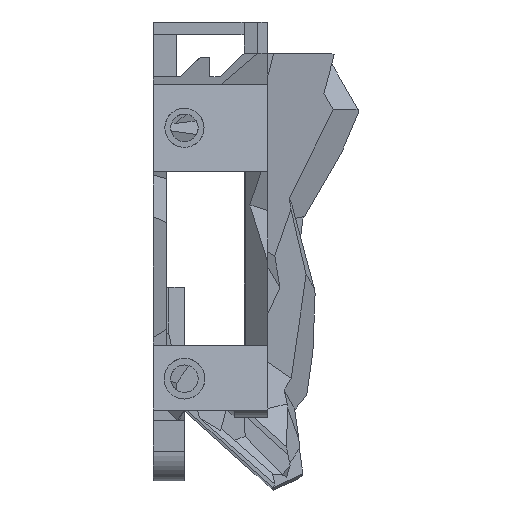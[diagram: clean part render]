
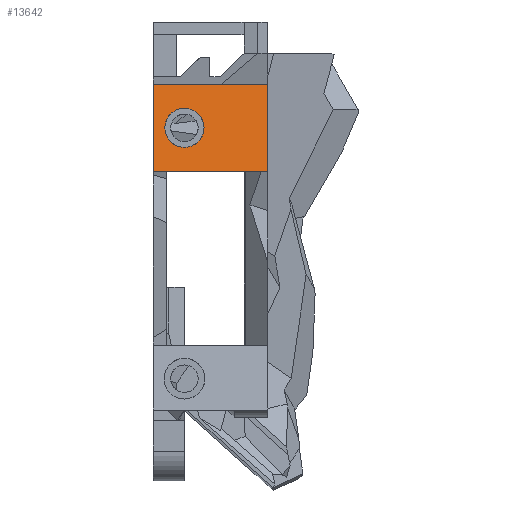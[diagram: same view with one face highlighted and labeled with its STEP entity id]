
A CAD part, left-side view. The second image highlights one B-rep face of the part: STEP entity #13642.
In plain terms, the highlighted planar face has unit normal (-0.987, 0, 0.162).
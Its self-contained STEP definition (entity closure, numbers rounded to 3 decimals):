
#82 = PLANE('',#83);
#83 = AXIS2_PLACEMENT_3D('',#84,#85,#86);
#84 = CARTESIAN_POINT('',(-0.771,14.6,37.023)
  );
#85 = DIRECTION('',(0.,1.,0.));
#86 = DIRECTION('',(0.,0.,1.));
#2104 = PLANE('',#2105);
#2105 = AXIS2_PLACEMENT_3D('',#2106,#2107,#2108);
#2106 = CARTESIAN_POINT('',(-38.,14.6,57.554));
#2107 = DIRECTION('',(0.,0.,-1.));
#2108 = DIRECTION('',(0.,-1.,0.));
#8377 = PLANE('',#8378);
#8378 = AXIS2_PLACEMENT_3D('',#8379,#8380,#8381);
#8379 = CARTESIAN_POINT('',(-20.721,0.,40.708)
  );
#8380 = DIRECTION('',(0.,-1.,0.));
#8381 = DIRECTION('',(-1.,0.,0.));
#13306 = PLANE('',#13307);
#13307 = AXIS2_PLACEMENT_3D('',#13308,#13309,#13310);
#13308 = CARTESIAN_POINT('',(-23.819,7.059,
    46.446));
#13309 = DIRECTION('',(0.,0.,-1.));
#13310 = DIRECTION('',(-1.,0.,0.));
#13550 = VERTEX_POINT('',#13551);
#13551 = CARTESIAN_POINT('',(-30.532,0.,46.446));
#13572 = EDGE_CURVE('',#13550,#13573,#13575,.T.);
#13573 = VERTEX_POINT('',#13574);
#13574 = CARTESIAN_POINT('',(-30.532,14.6,
    46.446));
#13575 = SURFACE_CURVE('',#13576,(#13580,#13587),.PCURVE_S1.);
#13576 = LINE('',#13577,#13578);
#13577 = CARTESIAN_POINT('',(-30.532,3.53,
    46.446));
#13578 = VECTOR('',#13579,1.);
#13579 = DIRECTION('',(0.,1.,0.));
#13580 = PCURVE('',#13306,#13581);
#13581 = DEFINITIONAL_REPRESENTATION('',(#13582),#13586);
#13582 = LINE('',#13583,#13584);
#13583 = CARTESIAN_POINT('',(6.713,-3.53));
#13584 = VECTOR('',#13585,1.);
#13585 = DIRECTION('',(0.,1.));
#13586 = ( GEOMETRIC_REPRESENTATION_CONTEXT(2) 
PARAMETRIC_REPRESENTATION_CONTEXT() REPRESENTATION_CONTEXT('2D SPACE',''
  ) );
#13587 = PCURVE('',#13588,#13593);
#13588 = PLANE('',#13589);
#13589 = AXIS2_PLACEMENT_3D('',#13590,#13591,#13592);
#13590 = CARTESIAN_POINT('',(-28.704,0.,57.554));
#13591 = DIRECTION('',(-0.987,0.,0.162));
#13592 = DIRECTION('',(-0.162,0.,-0.987));
#13593 = DEFINITIONAL_REPRESENTATION('',(#13594),#13598);
#13594 = LINE('',#13595,#13596);
#13595 = CARTESIAN_POINT('',(11.257,-3.53));
#13596 = VECTOR('',#13597,1.);
#13597 = DIRECTION('',(0.,-1.));
#13598 = ( GEOMETRIC_REPRESENTATION_CONTEXT(2) 
PARAMETRIC_REPRESENTATION_CONTEXT() REPRESENTATION_CONTEXT('2D SPACE',''
  ) );
#13642 = ADVANCED_FACE('',(#13643,#13713),#13588,.T.);
#13643 = FACE_BOUND('',#13644,.T.);
#13644 = EDGE_LOOP('',(#13645,#13668,#13691,#13712));
#13645 = ORIENTED_EDGE('',*,*,#13646,.F.);
#13646 = EDGE_CURVE('',#13647,#13550,#13649,.T.);
#13647 = VERTEX_POINT('',#13648);
#13648 = CARTESIAN_POINT('',(-28.704,0.,57.554));
#13649 = SURFACE_CURVE('',#13650,(#13654,#13661),.PCURVE_S1.);
#13650 = LINE('',#13651,#13652);
#13651 = CARTESIAN_POINT('',(-28.704,0.,57.554));
#13652 = VECTOR('',#13653,1.);
#13653 = DIRECTION('',(-0.162,-0.,-0.987));
#13654 = PCURVE('',#13588,#13655);
#13655 = DEFINITIONAL_REPRESENTATION('',(#13656),#13660);
#13656 = LINE('',#13657,#13658);
#13657 = CARTESIAN_POINT('',(0.,0.));
#13658 = VECTOR('',#13659,1.);
#13659 = DIRECTION('',(1.,0.));
#13660 = ( GEOMETRIC_REPRESENTATION_CONTEXT(2) 
PARAMETRIC_REPRESENTATION_CONTEXT() REPRESENTATION_CONTEXT('2D SPACE',''
  ) );
#13661 = PCURVE('',#8377,#13662);
#13662 = DEFINITIONAL_REPRESENTATION('',(#13663),#13667);
#13663 = LINE('',#13664,#13665);
#13664 = CARTESIAN_POINT('',(7.983,-16.846));
#13665 = VECTOR('',#13666,1.);
#13666 = DIRECTION('',(0.162,0.987));
#13667 = ( GEOMETRIC_REPRESENTATION_CONTEXT(2) 
PARAMETRIC_REPRESENTATION_CONTEXT() REPRESENTATION_CONTEXT('2D SPACE',''
  ) );
#13668 = ORIENTED_EDGE('',*,*,#13669,.T.);
#13669 = EDGE_CURVE('',#13647,#13670,#13672,.T.);
#13670 = VERTEX_POINT('',#13671);
#13671 = CARTESIAN_POINT('',(-28.704,14.6,57.554));
#13672 = SURFACE_CURVE('',#13673,(#13677,#13684),.PCURVE_S1.);
#13673 = LINE('',#13674,#13675);
#13674 = CARTESIAN_POINT('',(-28.704,0.,57.554));
#13675 = VECTOR('',#13676,1.);
#13676 = DIRECTION('',(0.,1.,0.));
#13677 = PCURVE('',#13588,#13678);
#13678 = DEFINITIONAL_REPRESENTATION('',(#13679),#13683);
#13679 = LINE('',#13680,#13681);
#13680 = CARTESIAN_POINT('',(0.,0.));
#13681 = VECTOR('',#13682,1.);
#13682 = DIRECTION('',(0.,-1.));
#13683 = ( GEOMETRIC_REPRESENTATION_CONTEXT(2) 
PARAMETRIC_REPRESENTATION_CONTEXT() REPRESENTATION_CONTEXT('2D SPACE',''
  ) );
#13684 = PCURVE('',#2104,#13685);
#13685 = DEFINITIONAL_REPRESENTATION('',(#13686),#13690);
#13686 = LINE('',#13687,#13688);
#13687 = CARTESIAN_POINT('',(14.6,-9.296));
#13688 = VECTOR('',#13689,1.);
#13689 = DIRECTION('',(-1.,0.));
#13690 = ( GEOMETRIC_REPRESENTATION_CONTEXT(2) 
PARAMETRIC_REPRESENTATION_CONTEXT() REPRESENTATION_CONTEXT('2D SPACE',''
  ) );
#13691 = ORIENTED_EDGE('',*,*,#13692,.F.);
#13692 = EDGE_CURVE('',#13573,#13670,#13693,.T.);
#13693 = SURFACE_CURVE('',#13694,(#13698,#13705),.PCURVE_S1.);
#13694 = LINE('',#13695,#13696);
#13695 = CARTESIAN_POINT('',(-29.84,14.6,
    50.648));
#13696 = VECTOR('',#13697,1.);
#13697 = DIRECTION('',(0.162,0.,0.987));
#13698 = PCURVE('',#13588,#13699);
#13699 = DEFINITIONAL_REPRESENTATION('',(#13700),#13704);
#13700 = LINE('',#13701,#13702);
#13701 = CARTESIAN_POINT('',(6.998,-14.6));
#13702 = VECTOR('',#13703,1.);
#13703 = DIRECTION('',(-1.,0.));
#13704 = ( GEOMETRIC_REPRESENTATION_CONTEXT(2) 
PARAMETRIC_REPRESENTATION_CONTEXT() REPRESENTATION_CONTEXT('2D SPACE',''
  ) );
#13705 = PCURVE('',#82,#13706);
#13706 = DEFINITIONAL_REPRESENTATION('',(#13707),#13711);
#13707 = LINE('',#13708,#13709);
#13708 = CARTESIAN_POINT('',(13.625,-29.069));
#13709 = VECTOR('',#13710,1.);
#13710 = DIRECTION('',(0.987,0.162));
#13711 = ( GEOMETRIC_REPRESENTATION_CONTEXT(2) 
PARAMETRIC_REPRESENTATION_CONTEXT() REPRESENTATION_CONTEXT('2D SPACE',''
  ) );
#13712 = ORIENTED_EDGE('',*,*,#13572,.F.);
#13713 = FACE_BOUND('',#13714,.T.);
#13714 = EDGE_LOOP('',(#13715));
#13715 = ORIENTED_EDGE('',*,*,#13716,.F.);
#13716 = EDGE_CURVE('',#13717,#13717,#13719,.T.);
#13717 = VERTEX_POINT('',#13718);
#13718 = CARTESIAN_POINT('',(-29.618,13.1,
    52.));
#13719 = SURFACE_CURVE('',#13720,(#13725,#13732),.PCURVE_S1.);
#13720 = ELLIPSE('',#13721,2.534,2.5);
#13721 = AXIS2_PLACEMENT_3D('',#13722,#13723,#13724);
#13722 = CARTESIAN_POINT('',(-29.618,10.6,
    52.));
#13723 = DIRECTION('',(-0.987,0.,0.162));
#13724 = DIRECTION('',(0.162,0.,0.987));
#13725 = PCURVE('',#13588,#13726);
#13726 = DEFINITIONAL_REPRESENTATION('',(#13727),#13731);
#13727 = ELLIPSE('',#13728,2.534,2.5);
#13728 = AXIS2_PLACEMENT_2D('',#13729,#13730);
#13729 = CARTESIAN_POINT('',(5.629,-10.6));
#13730 = DIRECTION('',(-1.,0.));
#13731 = ( GEOMETRIC_REPRESENTATION_CONTEXT(2) 
PARAMETRIC_REPRESENTATION_CONTEXT() REPRESENTATION_CONTEXT('2D SPACE',''
  ) );
#13732 = PCURVE('',#13733,#13738);
#13733 = CYLINDRICAL_SURFACE('',#13734,2.5);
#13734 = AXIS2_PLACEMENT_3D('',#13735,#13736,#13737);
#13735 = CARTESIAN_POINT('',(-24.107,10.6,52.));
#13736 = DIRECTION('',(1.,0.,0.));
#13737 = DIRECTION('',(0.,1.,0.));
#13738 = DEFINITIONAL_REPRESENTATION('',(#13739),#13756);
#13739 = B_SPLINE_CURVE_WITH_KNOTS('',8,(#13740,#13741,#13742,#13743,
    #13744,#13745,#13746,#13747,#13748,#13749,#13750,#13751,#13752,
    #13753,#13754,#13755),.UNSPECIFIED.,.F.,.F.,(9,7,9),(1.571,
    4.712,7.854),.UNSPECIFIED.);
#13740 = CARTESIAN_POINT('',(6.283,-5.511));
#13741 = CARTESIAN_POINT('',(5.89,-5.673));
#13742 = CARTESIAN_POINT('',(5.498,-5.834));
#13743 = CARTESIAN_POINT('',(5.105,-5.958));
#13744 = CARTESIAN_POINT('',(4.712,-6.005));
#13745 = CARTESIAN_POINT('',(4.32,-5.958));
#13746 = CARTESIAN_POINT('',(3.927,-5.834));
#13747 = CARTESIAN_POINT('',(3.534,-5.673));
#13748 = CARTESIAN_POINT('',(2.749,-5.349));
#13749 = CARTESIAN_POINT('',(2.356,-5.188));
#13750 = CARTESIAN_POINT('',(1.963,-5.064));
#13751 = CARTESIAN_POINT('',(1.571,-5.017));
#13752 = CARTESIAN_POINT('',(1.178,-5.064));
#13753 = CARTESIAN_POINT('',(0.785,-5.188));
#13754 = CARTESIAN_POINT('',(0.393,-5.349));
#13755 = CARTESIAN_POINT('',(0.,-5.511));
#13756 = ( GEOMETRIC_REPRESENTATION_CONTEXT(2) 
PARAMETRIC_REPRESENTATION_CONTEXT() REPRESENTATION_CONTEXT('2D SPACE',''
  ) );
